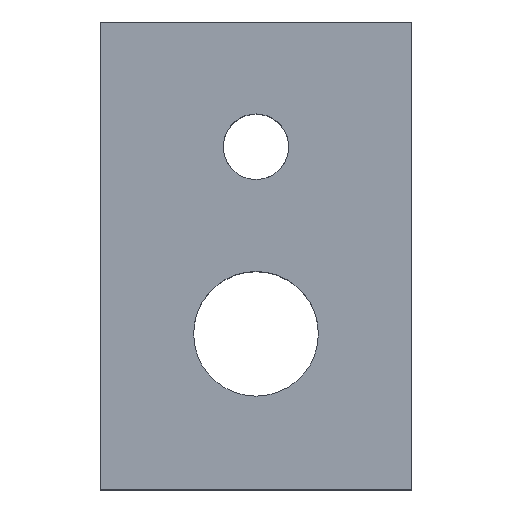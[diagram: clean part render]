
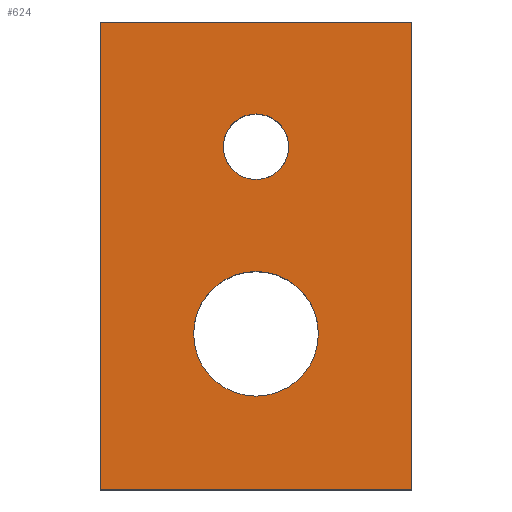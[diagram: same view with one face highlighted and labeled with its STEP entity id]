
A CAD part, top view. The second image highlights one B-rep face of the part: STEP entity #624.
In plain terms, the highlighted planar face has unit normal (0, 0, 1).
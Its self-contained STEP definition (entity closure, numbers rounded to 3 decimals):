
#27 = DIRECTION ( 'NONE',  ( -1., 0., 0. ) ) ;
#29 = PLANE ( 'NONE',  #646 ) ;
#30 = CARTESIAN_POINT ( 'NONE',  ( 0., 0., 10. ) ) ;
#32 = DIRECTION ( 'NONE',  ( 0., 0., -1. ) ) ;
#57 = CARTESIAN_POINT ( 'NONE',  ( 20., 30., 10. ) ) ;
#58 = CARTESIAN_POINT ( 'NONE',  ( 20., 0., 10. ) ) ;
#61 = CARTESIAN_POINT ( 'NONE',  ( 0., 30., 10. ) ) ;
#62 = CARTESIAN_POINT ( 'NONE',  ( 0., 0., 10. ) ) ;
#63 = CARTESIAN_POINT ( 'NONE',  ( 12.1, 22., 10. ) ) ;
#66 = CARTESIAN_POINT ( 'NONE',  ( 7.9, 22., 10. ) ) ;
#67 = CARTESIAN_POINT ( 'NONE',  ( 14., 10., 10. ) ) ;
#316 = CARTESIAN_POINT ( 'NONE',  ( 10., 10., 10. ) ) ;
#317 = DIRECTION ( 'NONE',  ( 0., 0., 1. ) ) ;
#318 = DIRECTION ( 'NONE',  ( 1., 0., 0. ) ) ;
#327 = CARTESIAN_POINT ( 'NONE',  ( 10., 22., 10. ) ) ;
#328 = DIRECTION ( 'NONE',  ( 0., 0., 1. ) ) ;
#329 = DIRECTION ( 'NONE',  ( 1., 0., 0. ) ) ;
#330 = CARTESIAN_POINT ( 'NONE',  ( 0., 0., 10. ) ) ;
#336 = CARTESIAN_POINT ( 'NONE',  ( 10., 22., 10. ) ) ;
#337 = DIRECTION ( 'NONE',  ( 0., 0., 1. ) ) ;
#338 = DIRECTION ( 'NONE',  ( 1., 0., 0. ) ) ;
#339 = DIRECTION ( 'NONE',  ( 0., -1., 0. ) ) ;
#343 = CARTESIAN_POINT ( 'NONE',  ( 0., 0., 10. ) ) ;
#344 = CARTESIAN_POINT ( 'NONE',  ( 10., 10., 10. ) ) ;
#345 = DIRECTION ( 'NONE',  ( 0., 0., 1. ) ) ;
#346 = DIRECTION ( 'NONE',  ( 1., 0., 0. ) ) ;
#348 = DIRECTION ( 'NONE',  ( 1., 0., 0. ) ) ;
#349 = CARTESIAN_POINT ( 'NONE',  ( 20., 0., 10. ) ) ;
#350 = DIRECTION ( 'NONE',  ( 0., 1., 0. ) ) ;
#351 = CARTESIAN_POINT ( 'NONE',  ( 0., 30., 10. ) ) ;
#352 = DIRECTION ( 'NONE',  ( -1., 0., 0. ) ) ;
#383 = CARTESIAN_POINT ( 'NONE',  ( 6., 10., 10. ) ) ;
#478 = VERTEX_POINT ( 'NONE', #67 ) ;
#479 = VERTEX_POINT ( 'NONE', #66 ) ;
#482 = VERTEX_POINT ( 'NONE', #63 ) ;
#483 = VERTEX_POINT ( 'NONE', #62 ) ;
#484 = VERTEX_POINT ( 'NONE', #61 ) ;
#487 = VERTEX_POINT ( 'NONE', #58 ) ;
#488 = VERTEX_POINT ( 'NONE', #57 ) ;
#524 = ORIENTED_EDGE ( 'NONE', *, *, #835, .F. ) ;
#525 = ORIENTED_EDGE ( 'NONE', *, *, #845, .F. ) ;
#526 = ORIENTED_EDGE ( 'NONE', *, *, #846, .T. ) ;
#527 = ORIENTED_EDGE ( 'NONE', *, *, #847, .T. ) ;
#528 = ORIENTED_EDGE ( 'NONE', *, *, #848, .T. ) ;
#529 = ORIENTED_EDGE ( 'NONE', *, *, #849, .T. ) ;
#530 = ORIENTED_EDGE ( 'NONE', *, *, #839, .F. ) ;
#531 = ORIENTED_EDGE ( 'NONE', *, *, #843, .F. ) ;
#624 = ADVANCED_FACE ( 'NONE', ( #678, #689, #685 ), #29, .F. ) ;
#646 = AXIS2_PLACEMENT_3D ( 'NONE', #30, #32, #27 ) ;
#671 = AXIS2_PLACEMENT_3D ( 'NONE', #316, #317, #318 ) ;
#673 = AXIS2_PLACEMENT_3D ( 'NONE', #327, #328, #329 ) ;
#674 = AXIS2_PLACEMENT_3D ( 'NONE', #336, #337, #338 ) ;
#675 = AXIS2_PLACEMENT_3D ( 'NONE', #344, #345, #346 ) ;
#678 = FACE_BOUND ( 'NONE', #884, .T. ) ;
#685 = FACE_BOUND ( 'NONE', #918, .T. ) ;
#689 = FACE_OUTER_BOUND ( 'NONE', #925, .T. ) ;
#758 = CIRCLE ( 'NONE', #671, 4. ) ;
#761 = CIRCLE ( 'NONE', #673, 2.1 ) ;
#764 = CIRCLE ( 'NONE', #674, 2.1 ) ;
#767 = LINE ( 'NONE', #343, #774 ) ;
#769 = CIRCLE ( 'NONE', #675, 4. ) ;
#770 = LINE ( 'NONE', #330, #772 ) ;
#772 = VECTOR ( 'NONE', #339, 1000. ) ;
#773 = LINE ( 'NONE', #349, #776 ) ;
#774 = VECTOR ( 'NONE', #348, 1000. ) ;
#775 = LINE ( 'NONE', #351, #778 ) ;
#776 = VECTOR ( 'NONE', #350, 1000. ) ;
#778 = VECTOR ( 'NONE', #352, 1000. ) ;
#835 = EDGE_CURVE ( 'NONE', #900, #478, #758, .T. ) ;
#839 = EDGE_CURVE ( 'NONE', #479, #482, #761, .T. ) ;
#843 = EDGE_CURVE ( 'NONE', #482, #479, #764, .T. ) ;
#845 = EDGE_CURVE ( 'NONE', #478, #900, #769, .T. ) ;
#846 = EDGE_CURVE ( 'NONE', #484, #483, #770, .T. ) ;
#847 = EDGE_CURVE ( 'NONE', #483, #487, #767, .T. ) ;
#848 = EDGE_CURVE ( 'NONE', #487, #488, #773, .T. ) ;
#849 = EDGE_CURVE ( 'NONE', #488, #484, #775, .T. ) ;
#884 = EDGE_LOOP ( 'NONE', ( #524, #525 ) ) ;
#900 = VERTEX_POINT ( 'NONE', #383 ) ;
#918 = EDGE_LOOP ( 'NONE', ( #530, #531 ) ) ;
#925 = EDGE_LOOP ( 'NONE', ( #526, #527, #528, #529 ) ) ;
